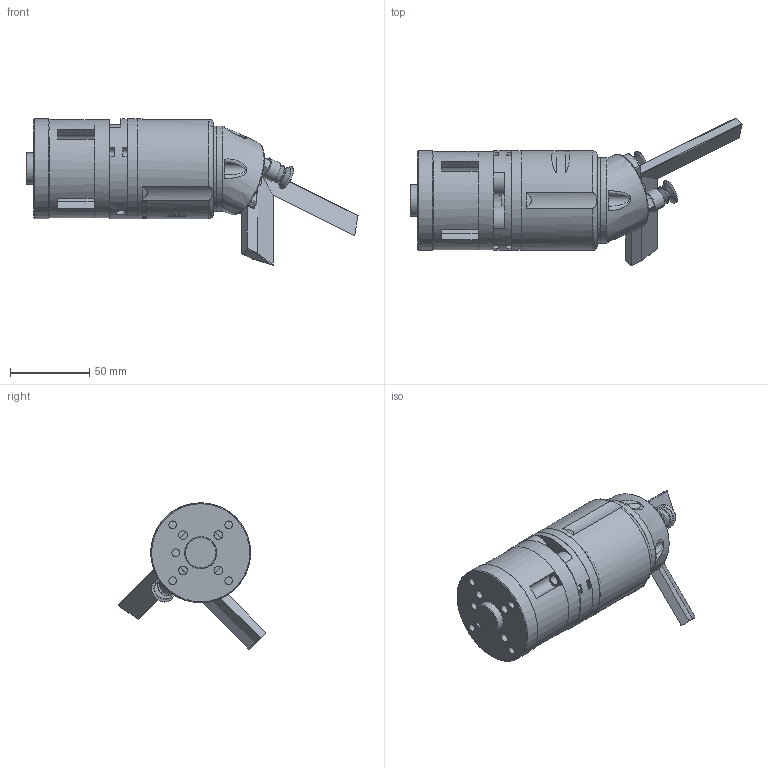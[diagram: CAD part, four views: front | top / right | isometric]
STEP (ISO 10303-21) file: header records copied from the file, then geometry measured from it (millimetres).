
FILE_DESCRIPTION(/* description */ (''),/* implementation_level */ '2;1');
FILE_NAME(/* name */ 'endeffector.stp',/* time_stamp */ '2025-11-06T11:02:13+01:00',/* author */ ('peter'),/* organization */ (''),/* preprocessor_version */ 'ST-DEVELOPER v20.1',/* originating_system */ 'Autodesk Inventor 2026',/* authorisation */ '');
FILE_SCHEMA (('AUTOMOTIVE_DESIGN { 1 0 10303 214 3 1 1 }'));
Length unit declared in the file: millimetre
Products named in the file (16): endeffector; 10_03_01_00556; 10_03_01_00556_01; 10_03_01_00556_02; 10_03_01_00556_03; 10_03_01_00556_05; 10_03_01_00556_06; 10_03_01_00556_07; Connector_robo_grip; zentrierbuchse_v1; saugermodul; saugermodul_1; 1; Teach_Spitze; Teach_XZ; Schnellwechsler_Ersatz
Assembly tree (16 placements, depth 3):
  endeffector
    10_03_01_00556
      10_03_01_00556_01
      10_03_01_00556_02
      10_03_01_00556_03
      10_03_01_00556_05
      10_03_01_00556_06
      10_03_01_00556_07
    Connector_robo_grip
    zentrierbuchse_v1
    saugermodul
      saugermodul_1
      1  x2
      Teach_Spitze
      Teach_XZ
    Schnellwechsler_Ersatz
Bounding box: 209.72 x 93.44 x 92.37 mm (x, y, z)
Volume: 361102.1 mm3; surface area: 96515.2 mm2
Topology: 16 solids, 16 shells, 617 faces, 1526 edges, 1066 vertices
Faces by surface type: plane 278, cylinder 193, bspline 95, cone 32, torus 11, sphere 8
Full cylindrical faces by diameter (mm): 1 x8, 1.8 x2, 3.3 x4, 3.4 x3, 4 x2, 4.134 x2, 4.2 x4, 4.5 x4, 4.7 x1, 4.8 x8, 4.97 x1, 5 x6, 5.5 x5, 5.7 x2, 6 x5, 6.1 x2, 6.4 x5, 6.6 x2, 6.7 x1, 7 x4, 7.5 x4, 8 x2, 9 x5, 10 x4, 10.3 x2, 10.4 x2, 11 x1, 11.531 x2, 11.6 x1, 12.8 x2
Entity records: 24888 total; most frequent: CARTESIAN_POINT 10846, ORIENTED_EDGE 2742, DIRECTION 2621, EDGE_CURVE 1371, AXIS2_PLACEMENT_3D 1014, VERTEX_POINT 893, EDGE_LOOP 724, LINE 593
